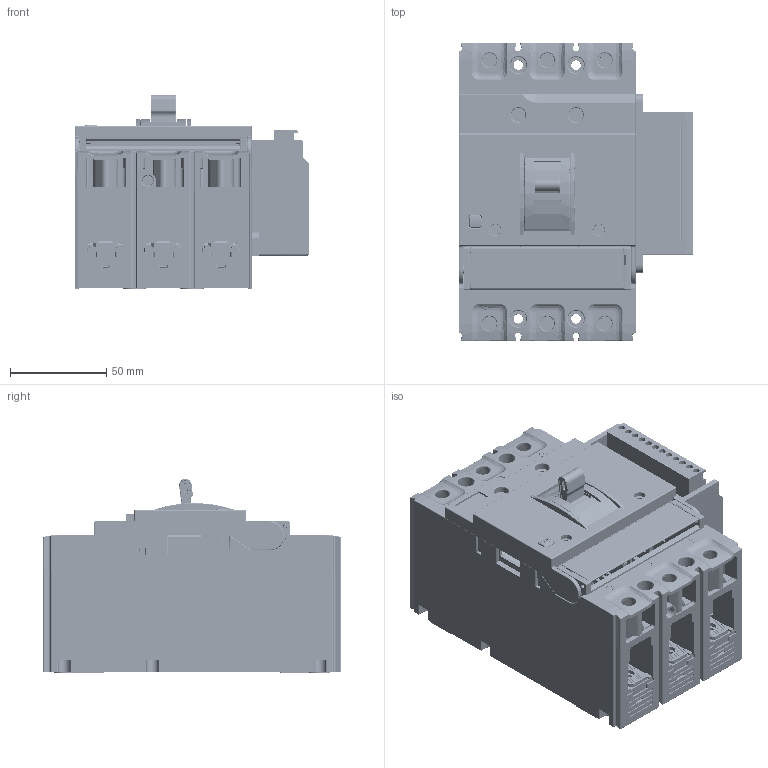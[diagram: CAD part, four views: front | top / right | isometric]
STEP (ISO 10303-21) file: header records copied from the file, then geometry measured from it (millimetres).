
FILE_DESCRIPTION (( 'STEP AP203' ), '1' );
FILE_NAME ('AV POWER-1-3-mccb-13-100-160-(2.2-6.2)-av.STEP', '2022-08-17T05:56:13', ( '' ), ( '' ), 'SwSTEP 2.0', 'SolidWorks 2021', '' );
FILE_SCHEMA (( 'CONFIG_CONTROL_DESIGN' ));
Products named in the file (1): AV POWER-1-3-mccb-13-100-160-(2.2-6.2)-av
Bounding box: 122 x 155 x 101.25 mm (x, y, z)
Volume: 463732.2 mm3; surface area: 307359.4 mm2
Topology: 38 solids, 38 shells, 9313 faces, 25311 edges, 16248 vertices
Faces by surface type: plane 4806, cylinder 3259, torus 536, bspline 414, cone 154, sphere 144
Entity records: 334551 total; most frequent: CARTESIAN_POINT 104749, ORIENTED_EDGE 50358, DIRECTION 44768, EDGE_CURVE 25179, VERTEX_POINT 16234, LINE 15960, VECTOR 15960, AXIS2_PLACEMENT_3D 14404
